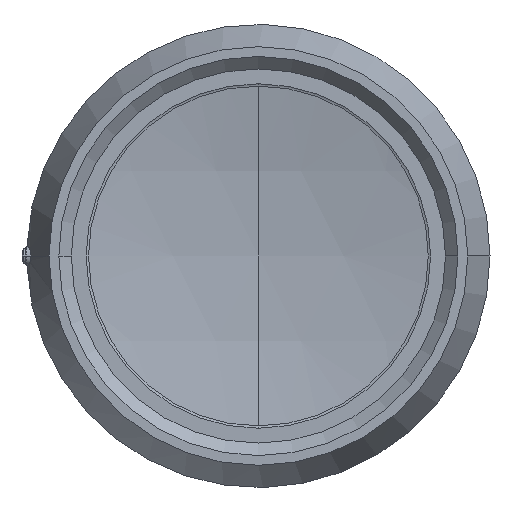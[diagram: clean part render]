
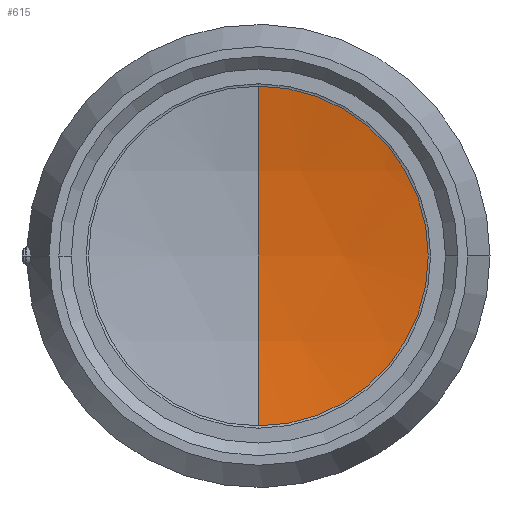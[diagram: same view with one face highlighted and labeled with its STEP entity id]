
A CAD part, left-side view. The second image highlights one B-rep face of the part: STEP entity #615.
In plain terms, the highlighted spherical face has radius 759.859 mm.
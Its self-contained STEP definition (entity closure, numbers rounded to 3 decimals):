
#401 = VERTEX_POINT( '', #1047 );
#433 = EDGE_CURVE( '', #401, #941, #1084, .T. );
#537 = EDGE_CURVE( '', #401, #941, #1197, .T. );
#615 = ADVANCED_FACE( '', ( #1281 ), #1282, .F. );
#941 = VERTEX_POINT( '', #1652 );
#1047 = CARTESIAN_POINT( '', ( 135.046, 0., -143.011 ) );
#1084 = CIRCLE( '', #1907, 759.859 );
#1197 = CIRCLE( '', #2125, 143.011 );
#1281 = FACE_OUTER_BOUND( '', #2248, .T. );
#1282 = SPHERICAL_SURFACE( '', #2249, 759.859 );
#1652 = CARTESIAN_POINT( '', ( 135.046, 0., 143.011 ) );
#1907 = AXIS2_PLACEMENT_3D( '', #3145, #3146, #3147 );
#2125 = AXIS2_PLACEMENT_3D( '', #3262, #3263, #3264 );
#2248 = EDGE_LOOP( '', ( #3344, #3345 ) );
#2249 = AXIS2_PLACEMENT_3D( '', #3346, #3347, #3348 );
#3145 = CARTESIAN_POINT( '', ( -611.234, 0., 0. ) );
#3146 = DIRECTION( '', ( 0., -1., 0. ) );
#3147 = DIRECTION( '', ( 0., 0., -1. ) );
#3262 = CARTESIAN_POINT( '', ( 135.046, 0., 0. ) );
#3263 = DIRECTION( '', ( -1., 0., 0. ) );
#3264 = DIRECTION( '', ( 0., 1., 0. ) );
#3344 = ORIENTED_EDGE( '', *, *, #433, .F. );
#3345 = ORIENTED_EDGE( '', *, *, #537, .T. );
#3346 = CARTESIAN_POINT( '', ( -611.234, 0., 0. ) );
#3347 = DIRECTION( '', ( 0., 0., 1. ) );
#3348 = DIRECTION( '', ( 1., 0., 0. ) );
